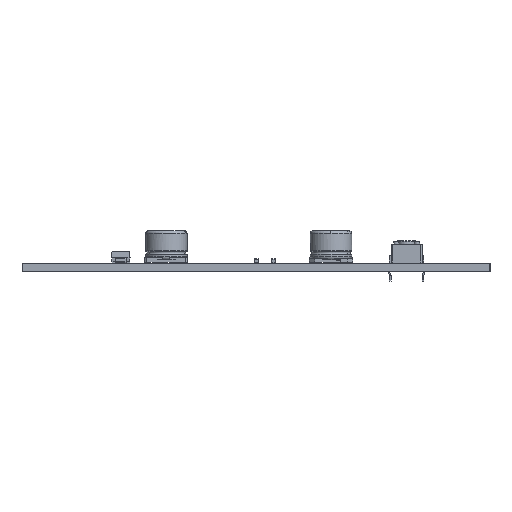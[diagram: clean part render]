
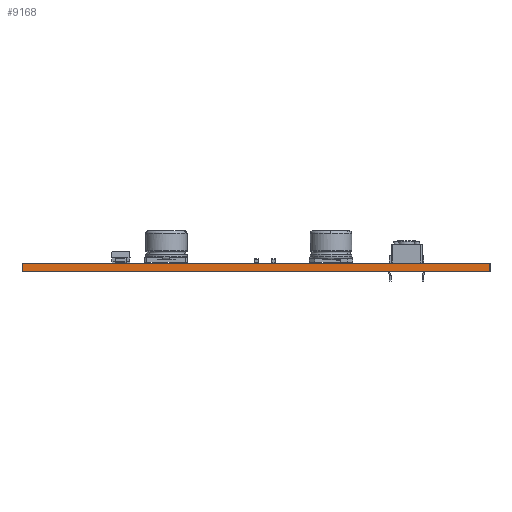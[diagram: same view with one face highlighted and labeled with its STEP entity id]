
A CAD part, left-side view. The second image highlights one B-rep face of the part: STEP entity #9168.
In plain terms, the highlighted planar face has unit normal (-1, 0, 0).
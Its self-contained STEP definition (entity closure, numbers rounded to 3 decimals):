
#9112 = VERTEX_POINT('',#9113);
#9113 = CARTESIAN_POINT('',(25.,-113.,1.6));
#9119 = EDGE_CURVE('',#9120,#9112,#9122,.T.);
#9120 = VERTEX_POINT('',#9121);
#9121 = CARTESIAN_POINT('',(25.,-113.,0.));
#9122 = LINE('',#9123,#9124);
#9123 = CARTESIAN_POINT('',(25.,-113.,0.));
#9124 = VECTOR('',#9125,1.);
#9125 = DIRECTION('',(0.,0.,1.));
#9168 = ADVANCED_FACE('',(#9169),#9194,.T.);
#9169 = FACE_BOUND('',#9170,.T.);
#9170 = EDGE_LOOP('',(#9171,#9172,#9180,#9188));
#9171 = ORIENTED_EDGE('',*,*,#9119,.T.);
#9172 = ORIENTED_EDGE('',*,*,#9173,.T.);
#9173 = EDGE_CURVE('',#9112,#9174,#9176,.T.);
#9174 = VERTEX_POINT('',#9175);
#9175 = CARTESIAN_POINT('',(25.,-23.,1.6));
#9176 = LINE('',#9177,#9178);
#9177 = CARTESIAN_POINT('',(25.,-113.,1.6));
#9178 = VECTOR('',#9179,1.);
#9179 = DIRECTION('',(0.,1.,0.));
#9180 = ORIENTED_EDGE('',*,*,#9181,.F.);
#9181 = EDGE_CURVE('',#9182,#9174,#9184,.T.);
#9182 = VERTEX_POINT('',#9183);
#9183 = CARTESIAN_POINT('',(25.,-23.,0.));
#9184 = LINE('',#9185,#9186);
#9185 = CARTESIAN_POINT('',(25.,-23.,0.));
#9186 = VECTOR('',#9187,1.);
#9187 = DIRECTION('',(0.,0.,1.));
#9188 = ORIENTED_EDGE('',*,*,#9189,.F.);
#9189 = EDGE_CURVE('',#9120,#9182,#9190,.T.);
#9190 = LINE('',#9191,#9192);
#9191 = CARTESIAN_POINT('',(25.,-113.,0.));
#9192 = VECTOR('',#9193,1.);
#9193 = DIRECTION('',(0.,1.,0.));
#9194 = PLANE('',#9195);
#9195 = AXIS2_PLACEMENT_3D('',#9196,#9197,#9198);
#9196 = CARTESIAN_POINT('',(25.,-113.,0.));
#9197 = DIRECTION('',(-1.,0.,0.));
#9198 = DIRECTION('',(0.,1.,0.));
